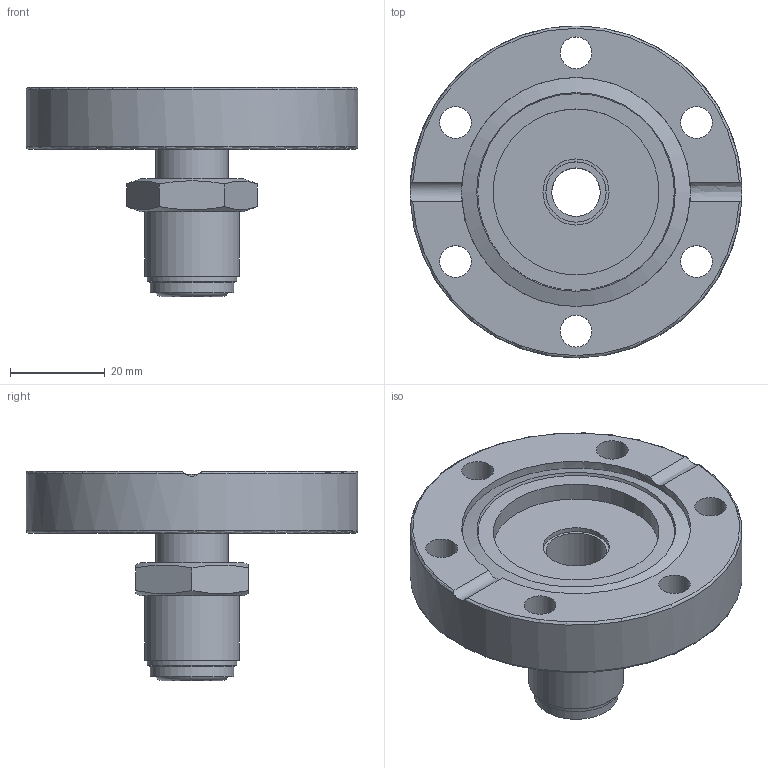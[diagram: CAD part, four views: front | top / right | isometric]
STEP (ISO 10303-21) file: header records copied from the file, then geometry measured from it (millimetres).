
FILE_DESCRIPTION((''),'2;1');
FILE_NAME('F40VCR13M-304.stp','2009-04-15T14:56:02',('hasers'),(''),'Autodesk Inventor 2008','Autodesk Inventor 2008','');
FILE_SCHEMA(('AUTOMOTIVE_DESIGN { 1 0 10303 214 1 1 1 1 }'));
Length unit declared in the file: millimetre
Products named in the file (4): F40VCR13M-304; CF-07 [Keywords [Summary]=1.4404][Company [Summary]=Vacom][Title [Summary]=F35]_3; VCR-12INCH-TU15MM; VCR-12INCH-M-DRUCKSCHRAUBE
Assembly tree (3 placements, depth 2):
  F40VCR13M-304
    CF-07 [Keywords [Summary]=1.4404][Company [Summary]=Vacom][Title [Summary]=F35]_3
    VCR-12INCH-TU15MM
    VCR-12INCH-M-DRUCKSCHRAUBE
Bounding box: 70 x 70 x 44.1 mm (x, y, z)
Volume: 47243.4 mm3; surface area: 18954.9 mm2
Topology: 3 solids, 3 shells, 51 faces, 117 edges, 77 vertices
Faces by surface type: plane 18, bspline 11, cylinder 11, cone 7, torus 4
Full cylindrical faces by diameter (mm): 10.2 x1, 12.7 x1, 15.2 x1, 15.5 x1, 17.6 x1, 18.9 x1, 20 x1, 35 x1, 48.3 x1, 70 x1
Entity records: 1595 total; most frequent: CARTESIAN_POINT 513, DIRECTION 202, ORIENTED_EDGE 158, EDGE_LOOP 102, AXIS2_PLACEMENT_3D 96, EDGE_CURVE 79, VERTEX_POINT 67, FACE_OUTER_BOUND 51
